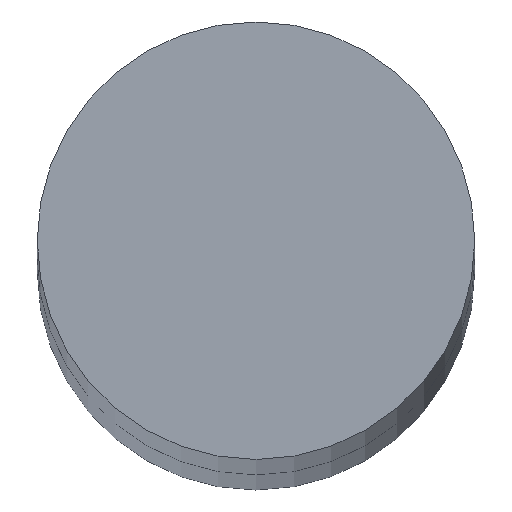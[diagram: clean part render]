
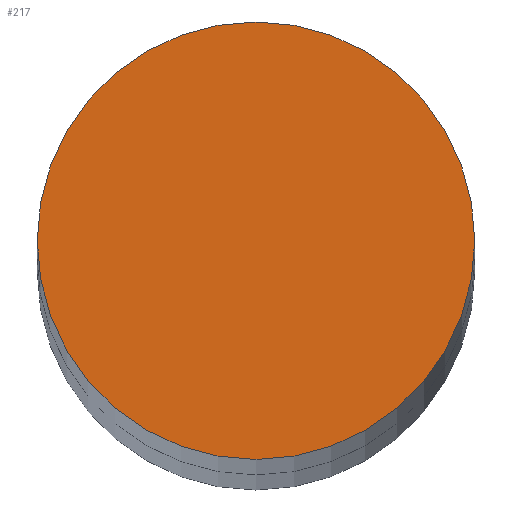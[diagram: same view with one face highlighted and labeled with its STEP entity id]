
A CAD part, top view. The second image highlights one B-rep face of the part: STEP entity #217.
In plain terms, the highlighted planar face has unit normal (0, 0, 1).
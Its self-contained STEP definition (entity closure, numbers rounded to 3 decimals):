
#133 = EDGE_CURVE('',#134,#134,#136,.T.);
#134 = VERTEX_POINT('',#135);
#135 = CARTESIAN_POINT('',(1.,0.,80.));
#136 = SURFACE_CURVE('',#137,(#142,#154),.PCURVE_S1.);
#137 = CIRCLE('',#138,1.);
#138 = AXIS2_PLACEMENT_3D('',#139,#140,#141);
#139 = CARTESIAN_POINT('',(0.,0.,80.));
#140 = DIRECTION('',(0.,0.,1.));
#141 = DIRECTION('',(1.,0.,0.));
#142 = PCURVE('',#143,#148);
#143 = CYLINDRICAL_SURFACE('',#144,1.);
#144 = AXIS2_PLACEMENT_3D('',#145,#146,#147);
#145 = CARTESIAN_POINT('',(0.,0.,40.));
#146 = DIRECTION('',(0.,0.,1.));
#147 = DIRECTION('',(1.,0.,0.));
#148 = DEFINITIONAL_REPRESENTATION('',(#149),#153);
#149 = LINE('',#150,#151);
#150 = CARTESIAN_POINT('',(0.,40.));
#151 = VECTOR('',#152,1.);
#152 = DIRECTION('',(1.,0.));
#153 = ( GEOMETRIC_REPRESENTATION_CONTEXT(2) 
PARAMETRIC_REPRESENTATION_CONTEXT() REPRESENTATION_CONTEXT('2D SPACE',''
  ) );
#154 = PCURVE('',#155,#160);
#155 = PLANE('',#156);
#156 = AXIS2_PLACEMENT_3D('',#157,#158,#159);
#157 = CARTESIAN_POINT('',(0.,0.,80.));
#158 = DIRECTION('',(0.,0.,1.));
#159 = DIRECTION('',(1.,0.,0.));
#160 = DEFINITIONAL_REPRESENTATION('',(#161),#165);
#161 = CIRCLE('',#162,1.);
#162 = AXIS2_PLACEMENT_2D('',#163,#164);
#163 = CARTESIAN_POINT('',(0.,0.));
#164 = DIRECTION('',(1.,0.));
#165 = ( GEOMETRIC_REPRESENTATION_CONTEXT(2) 
PARAMETRIC_REPRESENTATION_CONTEXT() REPRESENTATION_CONTEXT('2D SPACE',''
  ) );
#217 = ADVANCED_FACE('',(#218),#155,.T.);
#218 = FACE_BOUND('',#219,.T.);
#219 = EDGE_LOOP('',(#220));
#220 = ORIENTED_EDGE('',*,*,#133,.T.);
